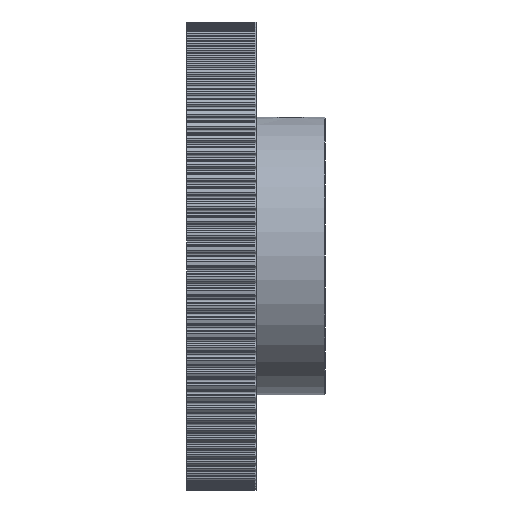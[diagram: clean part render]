
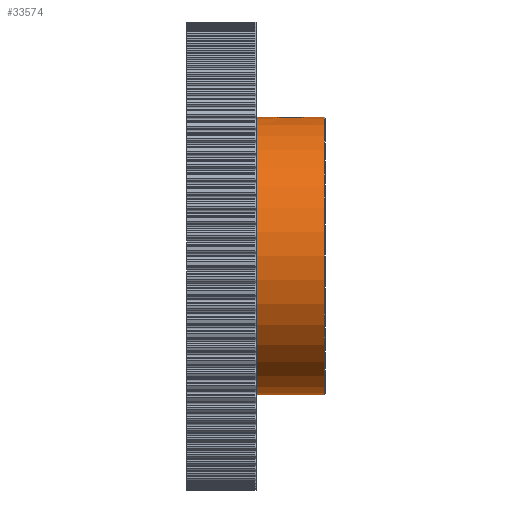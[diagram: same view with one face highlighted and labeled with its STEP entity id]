
A CAD part, front view. The second image highlights one B-rep face of the part: STEP entity #33574.
In plain terms, the highlighted cylindrical face has radius 19.05 mm (diameter 38.1 mm), a partial arc.
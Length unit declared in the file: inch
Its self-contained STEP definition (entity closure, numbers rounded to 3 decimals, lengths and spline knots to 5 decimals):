
#107 = CARTESIAN_POINT ( 'NONE',  ( 0.1874, -0.08766, 0.74486 ) ) ;
#261 = DIRECTION ( 'NONE',  ( 0., 0., 1. ) ) ;
#1103 = DIRECTION ( 'NONE',  ( 0., 0., 1. ) ) ;
#1430 = VECTOR ( 'NONE', #26192, 39.37008 ) ;
#1844 = CARTESIAN_POINT ( 'NONE',  ( 0.17613, -0.08765, 0.74486 ) ) ;
#1958 = CARTESIAN_POINT ( 'NONE',  ( 0.10496, -0.02828, 0.74949 ) ) ;
#2496 = ORIENTED_EDGE ( 'NONE', *, *, #23489, .T. ) ;
#2590 = CARTESIAN_POINT ( 'NONE',  ( 0.2738, -0.01141, 0.74992 ) ) ;
#2699 = CARTESIAN_POINT ( 'NONE',  ( 0.19304, -0.08766, 0.74486 ) ) ;
#4714 = CARTESIAN_POINT ( 'NONE',  ( 0.10162, -0.01428, 0.74987 ) ) ;
#5327 = CARTESIAN_POINT ( 'NONE',  ( 0.27171, -0.02271, 0.74968 ) ) ;
#7002 = AXIS2_PLACEMENT_3D ( 'NONE', #30884, #14839, #33548 ) ;
#7079 = EDGE_CURVE ( 'NONE', #24269, #20095, #17144, .T. ) ;
#7400 = CARTESIAN_POINT ( 'NONE',  ( 0.10079, -0.00719, 0.74997 ) ) ;
#8030 = CARTESIAN_POINT ( 'NONE',  ( 0.26352, -0.04412, 0.74878 ) ) ;
#8685 = CYLINDRICAL_SURFACE ( 'NONE', #33156, 0.75 ) ;
#9368 = DIRECTION ( 'NONE',  ( -1., 0., 0. ) ) ;
#9534 = ORIENTED_EDGE ( 'NONE', *, *, #22743, .T. ) ;
#9970 = VECTOR ( 'NONE', #10349, 39.37008 ) ;
#10048 = CARTESIAN_POINT ( 'NONE',  ( 0.16463, -0.08535, 0.74514 ) ) ;
#10161 = CARTESIAN_POINT ( 'NONE',  ( 0.10054, -0.00288, 0.75 ) ) ;
#10349 = DIRECTION ( 'NONE',  ( -1., 0., 0. ) ) ;
#10681 = CARTESIAN_POINT ( 'NONE',  ( 0.27449, 0., 0.75 ) ) ;
#10786 = CARTESIAN_POINT ( 'NONE',  ( 0.24503, -0.06599, 0.7471 ) ) ;
#10874 = VERTEX_POINT ( 'NONE', #32069 ) ;
#11194 = EDGE_CURVE ( 'NONE', #24269, #28491, #12245, .T. ) ;
#11965 = ORIENTED_EDGE ( 'NONE', *, *, #29645, .T. ) ;
#12245 = CIRCLE ( 'NONE', #18413, 0.75 ) ;
#12772 = CARTESIAN_POINT ( 'NONE',  ( 0.13399, -0.07005, 0.74677 ) ) ;
#12864 = CARTESIAN_POINT ( 'NONE',  ( 0.10051, 0., 0.75 ) ) ;
#13099 = CARTESIAN_POINT ( 'NONE',  ( 0.10051, 0., 0.75 ) ) ;
#13369 = CARTESIAN_POINT ( 'NONE',  ( 0.27449, -0.00071, 0.75 ) ) ;
#13490 = CARTESIAN_POINT ( 'NONE',  ( 0.23108, -0.07608, 0.74614 ) ) ;
#14839 = DIRECTION ( 'NONE',  ( -1., 0., 0. ) ) ;
#14858 = EDGE_CURVE ( 'NONE', #32649, #27347, #26664, .T. ) ;
#15050 = ORIENTED_EDGE ( 'NONE', *, *, #32381, .F. ) ;
#15349 = CARTESIAN_POINT ( 'NONE',  ( 0.3687, 0., 0.75 ) ) ;
#15367 = CARTESIAN_POINT ( 'NONE',  ( 0.1874, -0.08766, 0.74486 ) ) ;
#15468 = CARTESIAN_POINT ( 'NONE',  ( 0.11832, -0.05345, 0.74811 ) ) ;
#15587 = CARTESIAN_POINT ( 'NONE',  ( 0., 0., -0.75 ) ) ;
#15893 = CARTESIAN_POINT ( 'NONE',  ( 0.3687, 0., -0.75 ) ) ;
#15914 = CIRCLE ( 'NONE', #7002, 0.75 ) ;
#16109 = CARTESIAN_POINT ( 'NONE',  ( 0.27446, -0.0025, 0.75 ) ) ;
#16215 = CARTESIAN_POINT ( 'NONE',  ( 0.2156, -0.08315, 0.74538 ) ) ;
#16511 = DIRECTION ( 'NONE',  ( -1., 0., 0. ) ) ;
#17144 = LINE ( 'NONE', #26453, #9970 ) ;
#17338 = DIRECTION ( 'NONE',  ( -1., 0., 0. ) ) ;
#18194 = CARTESIAN_POINT ( 'NONE',  ( 0.10932, -0.03886, 0.74901 ) ) ;
#18200 = EDGE_LOOP ( 'NONE', ( #28073, #28777, #11965, #9534, #22531, #2496, #15050 ) ) ;
#18413 = AXIS2_PLACEMENT_3D ( 'NONE', #33342, #17338, #1103 ) ;
#18813 = CARTESIAN_POINT ( 'NONE',  ( 0.27421, -0.00714, 0.74997 ) ) ;
#18939 = CARTESIAN_POINT ( 'NONE',  ( 0.19884, -0.0871, 0.74493 ) ) ;
#20095 = VERTEX_POINT ( 'NONE', #15587 ) ;
#20879 = CARTESIAN_POINT ( 'NONE',  ( 0.10329, -0.02272, 0.74968 ) ) ;
#21020 = CARTESIAN_POINT ( 'NONE',  ( 0.27449, 0., 0.75 ) ) ;
#21502 = CARTESIAN_POINT ( 'NONE',  ( 0.27338, -0.01426, 0.74987 ) ) ;
#21628 = CARTESIAN_POINT ( 'NONE',  ( 0.1874, -0.08766, 0.74486 ) ) ;
#22531 = ORIENTED_EDGE ( 'NONE', *, *, #14858, .T. ) ;
#22743 = EDGE_CURVE ( 'NONE', #34678, #32649, #31768, .T. ) ;
#23000 = LINE ( 'NONE', #23473, #1430 ) ;
#23473 = CARTESIAN_POINT ( 'NONE',  ( -0.375, 0., 0.75 ) ) ;
#23489 = EDGE_CURVE ( 'NONE', #27347, #10874, #23000, .T. ) ;
#23576 = CARTESIAN_POINT ( 'NONE',  ( 0.10121, -0.01146, 0.74992 ) ) ;
#24187 = CARTESIAN_POINT ( 'NONE',  ( 0.27004, -0.02825, 0.74949 ) ) ;
#24269 = VERTEX_POINT ( 'NONE', #15893 ) ;
#25494 = CARTESIAN_POINT ( 'NONE',  ( -0.375, 0., 0.75 ) ) ;
#26192 = DIRECTION ( 'NONE',  ( -1., 0., 0. ) ) ;
#26285 = CARTESIAN_POINT ( 'NONE',  ( 0.10069, -0.00575, 0.74998 ) ) ;
#26453 = CARTESIAN_POINT ( 'NONE',  ( -0.375, 0., -0.75 ) ) ;
#26664 = B_SPLINE_CURVE_WITH_KNOTS ( 'NONE', 3,
 ( #15367, #1844, #10048, #28853, #12772, #31516, #15468, #34177, #18194, #1958, #20879, #4714, #23576, #7400, #26285, #10161, #28973, #12864 ),
 .UNSPECIFIED., .F., .F.,
 ( 4, 2, 2, 2, 2, 2, 2, 2, 4 ),
 ( 0.5, 0.56248, 0.62496, 0.6562, 0.68743, 0.71867, 0.73429, 0.7421, 0.74991 ),
 .UNSPECIFIED. ) ;
#26889 = CARTESIAN_POINT ( 'NONE',  ( 0.25706, -0.05387, 0.74811 ) ) ;
#27347 = VERTEX_POINT ( 'NONE', #13099 ) ;
#28073 = ORIENTED_EDGE ( 'NONE', *, *, #7079, .F. ) ;
#28491 = VERTEX_POINT ( 'NONE', #15349 ) ;
#28777 = ORIENTED_EDGE ( 'NONE', *, *, #11194, .T. ) ;
#28853 = CARTESIAN_POINT ( 'NONE',  ( 0.14365, -0.07656, 0.74609 ) ) ;
#28973 = CARTESIAN_POINT ( 'NONE',  ( 0.10051, -0.00139, 0.75 ) ) ;
#29455 = CARTESIAN_POINT ( 'NONE',  ( 0.27449, -0.0003, 0.75 ) ) ;
#29576 = CARTESIAN_POINT ( 'NONE',  ( 0.24059, -0.06968, 0.74676 ) ) ;
#29645 = EDGE_CURVE ( 'NONE', #28491, #34678, #33283, .T. ) ;
#30155 = FACE_OUTER_BOUND ( 'NONE', #18200, .T. ) ;
#30884 = CARTESIAN_POINT ( 'NONE',  ( 0., 0., 0. ) ) ;
#31516 = CARTESIAN_POINT ( 'NONE',  ( 0.12197, -0.05793, 0.74777 ) ) ;
#31768 = B_SPLINE_CURVE_WITH_KNOTS ( 'NONE', 3,
 ( #10681, #29455, #13369, #32114, #16109, #34769, #18813, #2590, #21502, #5327, #24187, #8030, #26889, #10786, #29576, #13490, #32231, #16215, #34891, #18939, #2699, #21628 ),
 .UNSPECIFIED., .F., .F.,
 ( 4, 2, 1, 1, 2, 2, 2, 2, 2, 2, 2, 4 ),
 ( 0.24997, 0.25192, 0.25388, 0.25778, 0.2656, 0.28122, 0.31248, 0.37498, 0.40624, 0.43749, 0.46875, 0.5 ),
 .UNSPECIFIED. ) ;
#32069 = CARTESIAN_POINT ( 'NONE',  ( 0., 0., 0.75 ) ) ;
#32114 = CARTESIAN_POINT ( 'NONE',  ( 0.27448, -0.00143, 0.75 ) ) ;
#32231 = CARTESIAN_POINT ( 'NONE',  ( 0.2261, -0.07876, 0.74586 ) ) ;
#32381 = EDGE_CURVE ( 'NONE', #20095, #10874, #15914, .T. ) ;
#32438 = VECTOR ( 'NONE', #9368, 39.37008 ) ;
#32525 = CARTESIAN_POINT ( 'NONE',  ( -0.375, 0., 0. ) ) ;
#32649 = VERTEX_POINT ( 'NONE', #107 ) ;
#33156 = AXIS2_PLACEMENT_3D ( 'NONE', #32525, #16511, #261 ) ;
#33283 = LINE ( 'NONE', #25494, #32438 ) ;
#33342 = CARTESIAN_POINT ( 'NONE',  ( 0.3687, 0., 0. ) ) ;
#33548 = DIRECTION ( 'NONE',  ( 0., 0., 1. ) ) ;
#33574 = ADVANCED_FACE ( 'NONE', ( #30155 ), #8685, .T. ) ;
#34177 = CARTESIAN_POINT ( 'NONE',  ( 0.11197, -0.04387, 0.74873 ) ) ;
#34678 = VERTEX_POINT ( 'NONE', #21020 ) ;
#34769 = CARTESIAN_POINT ( 'NONE',  ( 0.27437, -0.005, 0.74999 ) ) ;
#34891 = CARTESIAN_POINT ( 'NONE',  ( 0.21006, -0.08485, 0.74519 ) ) ;
